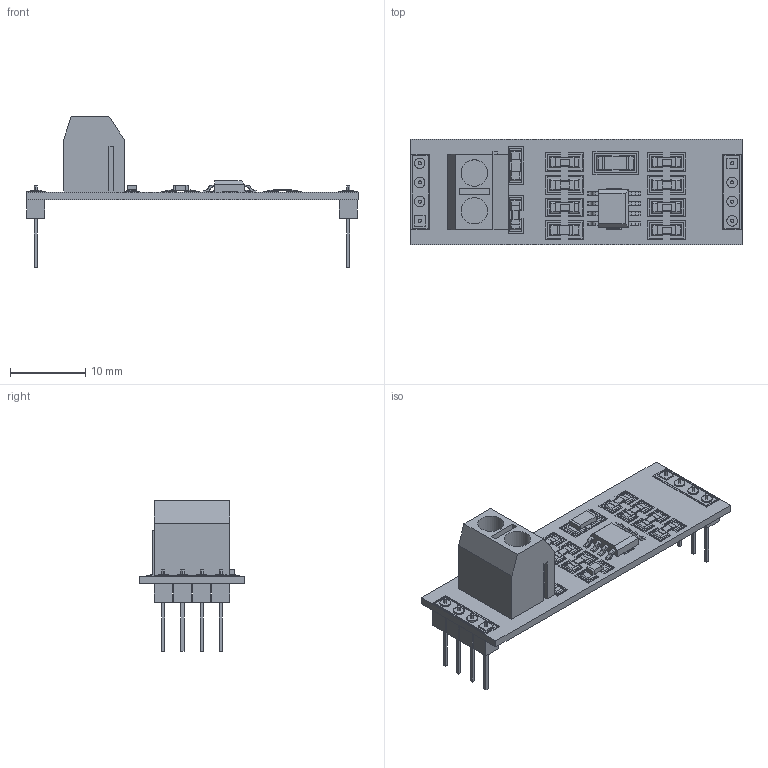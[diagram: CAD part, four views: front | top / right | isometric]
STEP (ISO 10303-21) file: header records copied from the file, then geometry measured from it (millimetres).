
FILE_DESCRIPTION(/* description */ (''),/* implementation_level */ '2;1');
FILE_NAME(/* name */ 'rs485.stp',/* time_stamp */ '2020-12-15T10:26:19+03:00',/* author */ ('homelex'),/* organization */ (''),/* preprocessor_version */ 'ST-DEVELOPER v17',/* originating_system */ 'Autodesk Inventor 2019',/* authorisation */ '');
FILE_SCHEMA (('AUTOMOTIVE_DESIGN { 1 0 10303 214 3 1 1 }'));
Length unit declared in the file: millimetre
Products named in the file (1): rs485
Bounding box: 44 x 14 x 20 mm (x, y, z)
Volume: 1485 mm3; surface area: 2646.3 mm2
Topology: 93 solids, 93 shells, 963 faces, 2157 edges, 1408 vertices
Faces by surface type: plane 802, cylinder 161
Full cylindrical faces by diameter (mm): 1.4 x6, 3.5 x2
Entity records: 19476 total; most frequent: ORIENTED_EDGE 4314, CARTESIAN_POINT 2908, EDGE_CURVE 2157, LINE 1817, VERTEX_POINT 1360, AXIS2_PLACEMENT_3D 1075, EDGE_LOOP 1001, FACE_OUTER_BOUND 963
